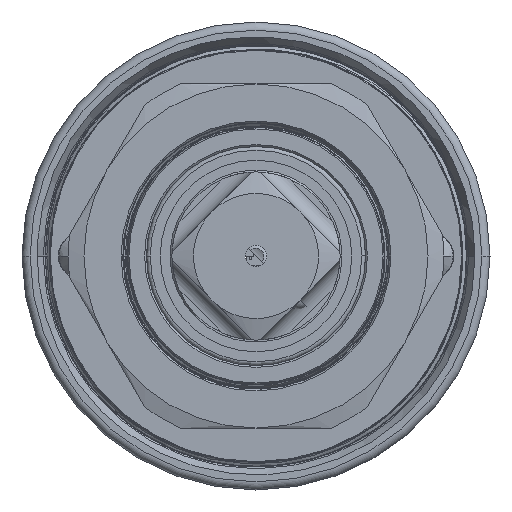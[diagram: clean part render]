
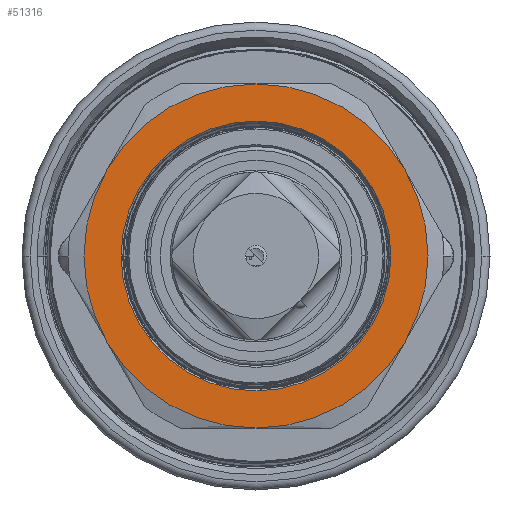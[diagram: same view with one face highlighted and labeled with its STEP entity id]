
A CAD part, left-side view. The second image highlights one B-rep face of the part: STEP entity #51316.
In plain terms, the highlighted planar face has unit normal (-1, 0, 0).
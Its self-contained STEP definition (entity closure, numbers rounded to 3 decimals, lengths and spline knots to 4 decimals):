
#50485=CARTESIAN_POINT('',(-10.4814,0.,0.));
#50486=DIRECTION('',(1.,0.,0.));
#50487=DIRECTION('',(0.,0.866,0.5));
#50488=AXIS2_PLACEMENT_3D('',#50485,#50486,#50487);
#50490=CARTESIAN_POINT('',(-10.4814,0.,0.));
#50491=DIRECTION('',(1.,0.,0.));
#50492=DIRECTION('',(0.,0.,1.));
#50493=AXIS2_PLACEMENT_3D('',#50490,#50491,#50492);
#50495=CARTESIAN_POINT('',(-10.4814,0.,0.));
#50496=DIRECTION('',(1.,0.,0.));
#50497=DIRECTION('',(0.,-0.866,-0.5));
#50498=AXIS2_PLACEMENT_3D('',#50495,#50496,#50497);
#50500=CARTESIAN_POINT('',(-10.4814,0.,0.));
#50501=DIRECTION('',(1.,0.,0.));
#50502=DIRECTION('',(0.,0.,-1.));
#50503=AXIS2_PLACEMENT_3D('',#50500,#50501,#50502);
#50505=CARTESIAN_POINT('',(-10.4814,0.,0.));
#50506=DIRECTION('',(-1.,0.,0.));
#50507=DIRECTION('',(0.,0.,1.));
#50508=AXIS2_PLACEMENT_3D('',#50505,#50506,#50507);
#50510=CARTESIAN_POINT('',(-10.4814,0.,0.));
#50511=DIRECTION('',(-1.,0.,0.));
#50512=DIRECTION('',(0.,0.,-1.));
#50513=AXIS2_PLACEMENT_3D('',#50510,#50511,#50512);
#50515=CARTESIAN_POINT('',(-10.4814,0.,0.));
#50516=DIRECTION('',(-1.,0.,0.));
#50517=DIRECTION('',(0.,0.866,0.5));
#50518=AXIS2_PLACEMENT_3D('',#50515,#50516,#50517);
#50555=CARTESIAN_POINT('',(-10.4814,0.,0.));
#50556=DIRECTION('',(-1.,0.,0.));
#50557=DIRECTION('',(0.,-0.866,-0.5));
#50558=AXIS2_PLACEMENT_3D('',#50555,#50556,#50557);
#50613=CARTESIAN_POINT('',(-10.4814,1.1908,-0.6875));
#50653=CARTESIAN_POINT('',(-10.4814,0.,-1.375));
#50693=CARTESIAN_POINT('',(-10.4814,-1.1908,-0.6875));
#50733=CARTESIAN_POINT('',(-10.4814,-1.1908,0.6875));
#50793=CARTESIAN_POINT('',(-10.4814,0.,1.375));
#50813=CARTESIAN_POINT('',(-10.4814,1.1908,0.6875));
#51222=VERTEX_POINT('',#50733);
#51223=VERTEX_POINT('',#50793);
#51224=VERTEX_POINT('',#50813);
#51228=VERTEX_POINT('',#50613);
#51229=VERTEX_POINT('',#50653);
#51230=VERTEX_POINT('',#50693);
#51238=CARTESIAN_POINT('',(-10.4814,0.,-1.078));
#51239=CARTESIAN_POINT('',(-10.4814,0.,1.078));
#51240=VERTEX_POINT('',#51238);
#51241=VERTEX_POINT('',#51239);
#51291=CARTESIAN_POINT('',(-10.4814,0.,0.));
#51292=DIRECTION('',(-1.,0.,0.));
#51293=DIRECTION('',(0.,0.,1.));
#51294=AXIS2_PLACEMENT_3D('',#51291,#51292,#51293);
#51295=PLANE('',#51294);
#51297=ORIENTED_EDGE('',*,*,#51296,.F.);
#51299=ORIENTED_EDGE('',*,*,#51298,.T.);
#51301=ORIENTED_EDGE('',*,*,#51300,.T.);
#51303=ORIENTED_EDGE('',*,*,#51302,.F.);
#51305=ORIENTED_EDGE('',*,*,#51304,.T.);
#51307=ORIENTED_EDGE('',*,*,#51306,.T.);
#51308=EDGE_LOOP('',(#51297,#51299,#51301,#51303,#51305,#51307));
#51309=FACE_OUTER_BOUND('',#51308,.F.);
#51311=ORIENTED_EDGE('',*,*,#51310,.T.);
#51313=ORIENTED_EDGE('',*,*,#51312,.T.);
#51314=EDGE_LOOP('',(#51311,#51313));
#51315=FACE_BOUND('',#51314,.F.);
#51316=ADVANCED_FACE('',(#51309,#51315),#51295,.T.);
#50489=CIRCLE('',#50488,1.375);
#50494=CIRCLE('',#50493,1.375);
#50499=CIRCLE('',#50498,1.375);
#50504=CIRCLE('',#50503,1.375);
#50509=CIRCLE('',#50508,1.078);
#50514=CIRCLE('',#50513,1.078);
#50519=CIRCLE('',#50518,1.375);
#50559=CIRCLE('',#50558,1.375);
#51296=EDGE_CURVE('',#51224,#51228,#50519,.T.);
#51298=EDGE_CURVE('',#51224,#51223,#50489,.T.);
#51300=EDGE_CURVE('',#51223,#51222,#50494,.T.);
#51302=EDGE_CURVE('',#51230,#51222,#50559,.T.);
#51304=EDGE_CURVE('',#51230,#51229,#50499,.T.);
#51306=EDGE_CURVE('',#51229,#51228,#50504,.T.);
#51310=EDGE_CURVE('',#51241,#51240,#50509,.T.);
#51312=EDGE_CURVE('',#51240,#51241,#50514,.T.);
